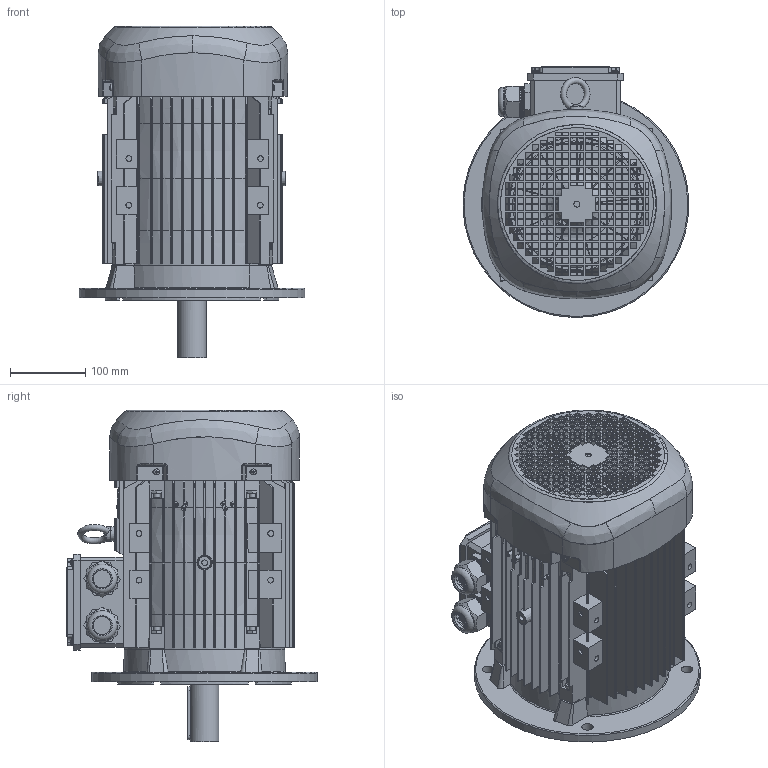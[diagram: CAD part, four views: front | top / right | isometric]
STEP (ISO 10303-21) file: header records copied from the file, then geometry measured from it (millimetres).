
FILE_DESCRIPTION(/* description */ (''),/* implementation_level */ '2;1');
FILE_NAME(/* name */ 'QS132S_FA_.stp',/* time_stamp */ '2015-04-09T17:02:11+03:00',/* author */ (''),/* organization */ (''),/* preprocessor_version */ 'ST-DEVELOPER v11',/* originating_system */ 'SIEMENS PLM Software NX 7.5',/* authorisation */ '');
FILE_SCHEMA (('AP203_CONFIGURATION_CONTROLLED_3D_DESIGN_OF_MECHANICAL_PARTS_AND_ASSEMBLIES_MIM_LF'));
Length unit declared in the file: millimetre
Products named in the file (1): AR-000000405669_001
Bounding box: 299.74 x 332.93 x 440.5 mm (x, y, z)
Surface area: 1483010.9 mm2 (no closed solid volume)
Topology: 0 solids, 1 shells, 4333 faces, 12625 edges, 8303 vertices
Faces by surface type: plane 2747, cylinder 797, bspline 377, cone 217, torus 170, extrusion 17, sphere 8
Full cylindrical faces by diameter (mm): 2.5 x12, 4.2 x5, 6 x1, 7.599 x1, 7.6 x4, 7.652 x3, 8 x5, 8.5 x16, 9 x4, 14.327 x4, 15 x8, 16.293 x2, 23.927 x2, 26 x2, 31.8 x2, 32.804 x1, 34.364 x14, 38 x1, 39.455 x2, 40 x2, 40.199 x10, 40.2 x1, 45 x1, 50 x1, 60 x1, 62.1 x1, 72 x1, 78 x1, 79 x1, 80 x2
Entity records: 180648 total; most frequent: CARTESIAN_POINT 92581, ORIENTED_EDGE 24668, EDGE_CURVE 12335, B_SPLINE_CURVE_WITH_KNOTS 11979, VERTEX_POINT 8244, DIRECTION 7861, EDGE_LOOP 5322, ADVANCED_FACE 4315
